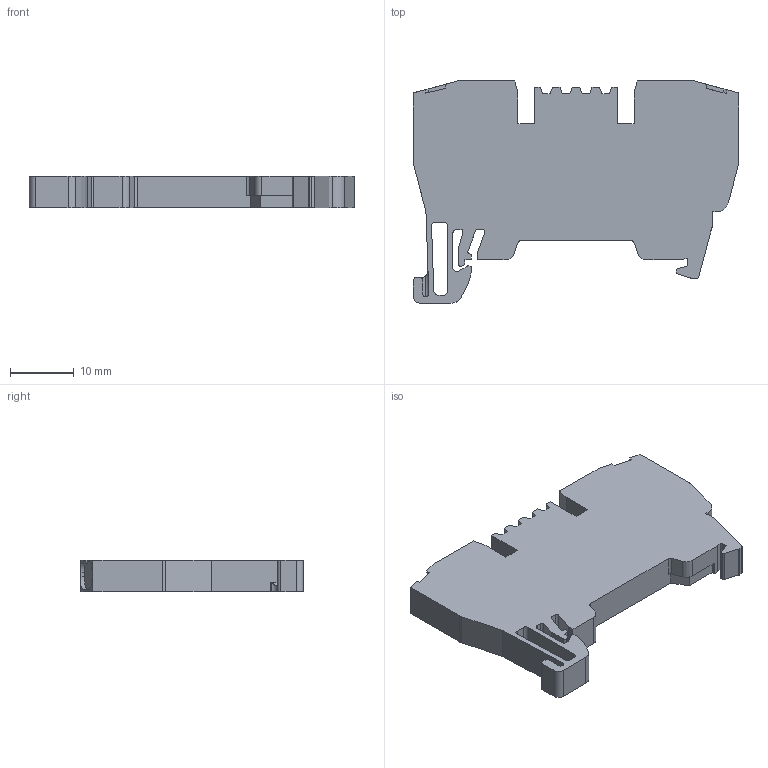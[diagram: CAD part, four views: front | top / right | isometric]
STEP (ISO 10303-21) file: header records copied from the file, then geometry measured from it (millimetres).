
FILE_DESCRIPTION (( 'STEP AP214' ), '1' );
FILE_NAME ('306223_YBK 2,5_Yellow.STP', '2013-11-13T10:55:39', ( 'arge' ), ( 'Microsoft' ), 'SwSTEP 2.0', 'SolidWorks 2013', '' );
FILE_SCHEMA (( 'AUTOMOTIVE_DESIGN' ));
Length unit declared in the file: millimetre
Products named in the file (1): 306223_YBK 2,5_Yellow
Bounding box: 51 x 34.81 x 5 mm (x, y, z)
Volume: 6188.1 mm3; surface area: 3887.5 mm2
Topology: 1 solids, 1 shells, 179 faces, 519 edges, 346 vertices
Faces by surface type: plane 128, cylinder 43, bspline 8
Entity records: 8016 total; most frequent: CARTESIAN_POINT 1287, ORIENTED_EDGE 1038, DIRECTION 919, EDGE_CURVE 519, LINE 411, VECTOR 411, VERTEX_POINT 346, AXIS2_PLACEMENT_3D 254
